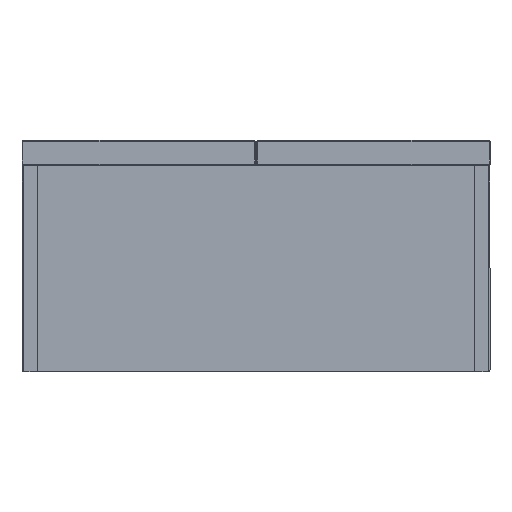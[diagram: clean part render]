
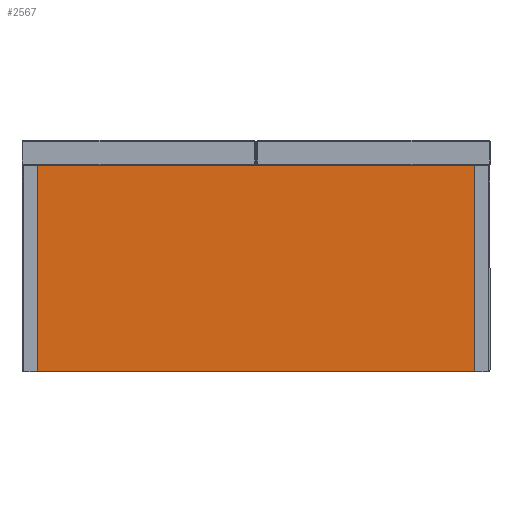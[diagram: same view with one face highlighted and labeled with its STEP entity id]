
A CAD part, front view. The second image highlights one B-rep face of the part: STEP entity #2567.
In plain terms, the highlighted planar face has unit normal (0, -1, 0).
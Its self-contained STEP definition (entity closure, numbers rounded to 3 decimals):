
#2 = CARTESIAN_POINT ( 'NONE',  ( 231., 0., 109. ) ) ;
#91 = DIRECTION ( 'NONE',  ( -1., 0., 0. ) ) ;
#97 = VERTEX_POINT ( 'NONE', #2393 ) ;
#153 = VECTOR ( 'NONE', #1944, 1000. ) ;
#207 = PLANE ( 'NONE',  #1517 ) ;
#319 = ORIENTED_EDGE ( 'NONE', *, *, #592, .F. ) ;
#434 = CARTESIAN_POINT ( 'NONE',  ( -231., 0., 109. ) ) ;
#468 = VECTOR ( 'NONE', #2231, 1000. ) ;
#570 = VECTOR ( 'NONE', #908, 1000. ) ;
#592 = EDGE_CURVE ( 'NONE', #2262, #2640, #909, .T. ) ;
#721 = CARTESIAN_POINT ( 'NONE',  ( 231., 0., 109. ) ) ;
#745 = LINE ( 'NONE', #2050, #2400 ) ;
#908 = DIRECTION ( 'NONE',  ( 0., 0., -1. ) ) ;
#909 = LINE ( 'NONE', #1234, #468 ) ;
#1065 = LINE ( 'NONE', #1761, #153 ) ;
#1131 = EDGE_CURVE ( 'NONE', #97, #1680, #745, .T. ) ;
#1139 = LINE ( 'NONE', #721, #570 ) ;
#1234 = CARTESIAN_POINT ( 'NONE',  ( -231., 0., 109. ) ) ;
#1242 = CARTESIAN_POINT ( 'NONE',  ( -231., 0., -109. ) ) ;
#1292 = FACE_OUTER_BOUND ( 'NONE', #2429, .T. ) ;
#1488 = ORIENTED_EDGE ( 'NONE', *, *, #1520, .F. ) ;
#1517 = AXIS2_PLACEMENT_3D ( 'NONE', #2627, #1568, #2592 ) ;
#1520 = EDGE_CURVE ( 'NONE', #1680, #2262, #1065, .T. ) ;
#1568 = DIRECTION ( 'NONE',  ( 0., -1., 0. ) ) ;
#1680 = VERTEX_POINT ( 'NONE', #1242 ) ;
#1761 = CARTESIAN_POINT ( 'NONE',  ( -231., 0., 109. ) ) ;
#1855 = EDGE_CURVE ( 'NONE', #2640, #97, #1139, .T. ) ;
#1944 = DIRECTION ( 'NONE',  ( 0., 0., 1. ) ) ;
#2050 = CARTESIAN_POINT ( 'NONE',  ( -231., 0., -109. ) ) ;
#2231 = DIRECTION ( 'NONE',  ( 1., 0., 0. ) ) ;
#2262 = VERTEX_POINT ( 'NONE', #434 ) ;
#2393 = CARTESIAN_POINT ( 'NONE',  ( 231., 0., -109. ) ) ;
#2400 = VECTOR ( 'NONE', #91, 1000. ) ;
#2429 = EDGE_LOOP ( 'NONE', ( #2666, #319, #1488, #2736 ) ) ;
#2567 = ADVANCED_FACE ( 'NONE', ( #1292 ), #207, .T. ) ;
#2592 = DIRECTION ( 'NONE',  ( 0., 0., -1. ) ) ;
#2627 = CARTESIAN_POINT ( 'NONE',  ( 0., 0., 0. ) ) ;
#2640 = VERTEX_POINT ( 'NONE', #2 ) ;
#2666 = ORIENTED_EDGE ( 'NONE', *, *, #1855, .F. ) ;
#2736 = ORIENTED_EDGE ( 'NONE', *, *, #1131, .F. ) ;
